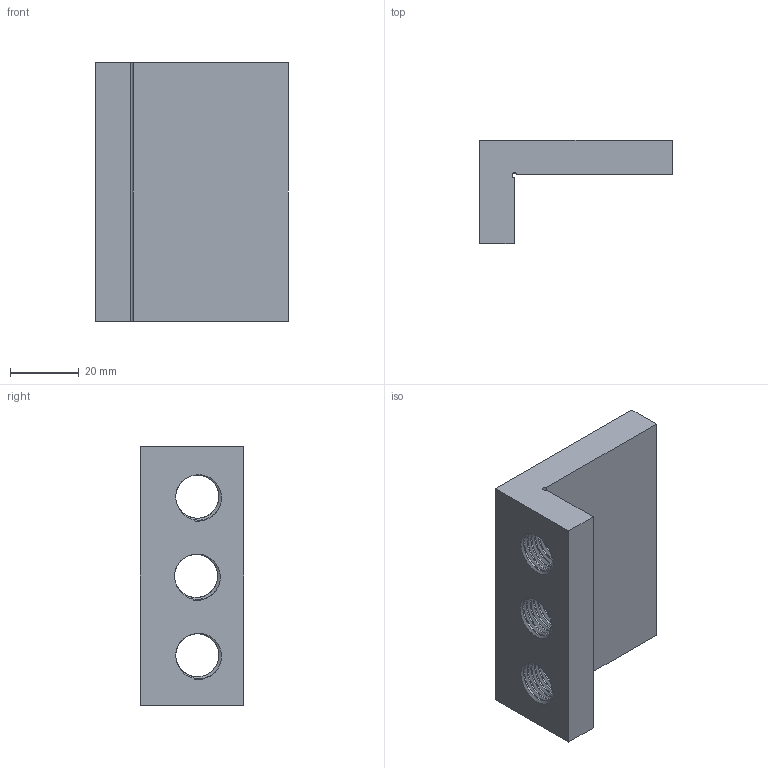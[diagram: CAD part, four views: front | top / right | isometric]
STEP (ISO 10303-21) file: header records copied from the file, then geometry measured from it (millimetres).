
FILE_DESCRIPTION(/* description */ (''),/* implementation_level */ '2;1');
FILE_NAME(/* name */ 'lobe_side_jig.step',/* time_stamp */ '2024-11-16T00:36:30-08:00',/* author */ (''),/* organization */ (''),/* preprocessor_version */ 'ST-DEVELOPER v20',/* originating_system */ 'Autodesk Translation Framework v13.20.0.188',/* authorisation */ '');
FILE_SCHEMA (('AUTOMOTIVE_DESIGN { 1 0 10303 214 3 1 1 }'));
Length unit declared in the file: millimetre
Products named in the file (1): cam lock test
Bounding box: 55.9 x 30 x 75 mm (x, y, z)
Volume: 52738.8 mm3; surface area: 15705.7 mm2
Topology: 1 solids, 1 shells, 72 faces, 219 edges, 146 vertices
Faces by surface type: cylinder 52, bspline 12, plane 8
Full cylindrical faces by diameter (mm): 12.526 x18, 14.203 x15
Entity records: 8287 total; most frequent: CARTESIAN_POINT 6578, ORIENTED_EDGE 438, EDGE_CURVE 219, DIRECTION 217, VERTEX_POINT 146, B_SPLINE_CURVE_WITH_KNOTS 141, AXIS2_PLACEMENT_3D 78, EDGE_LOOP 75
